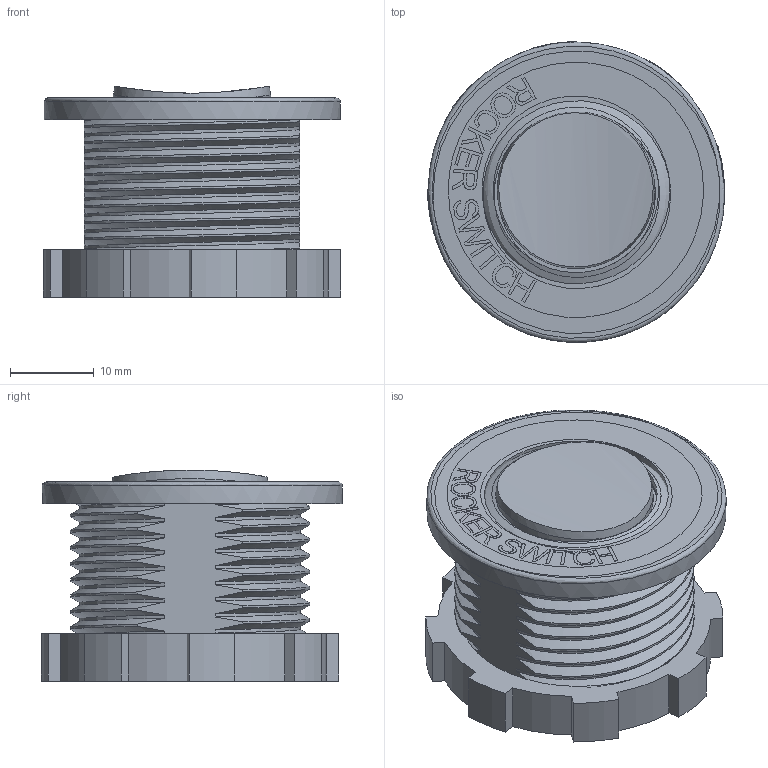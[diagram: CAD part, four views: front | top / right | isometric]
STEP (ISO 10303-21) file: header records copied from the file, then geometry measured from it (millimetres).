
FILE_DESCRIPTION(('FreeCAD Model'),'2;1');
FILE_NAME('Open CASCADE Shape Model','2025-05-04T19:46:44',('FreeCAD'),( 'FreeCAD'),'Open CASCADE STEP processor 7.6','FreeCAD','Unknown');
FILE_SCHEMA(('AUTOMOTIVE_DESIGN { 1 0 10303 214 1 1 1 1 }'));
Length unit declared in the file: millimetre
Products named in the file (1): Open CASCADE STEP translator 7.6 1
Bounding box: 35.52 x 36 x 25.31 mm (x, y, z)
Volume: 14518 mm3; surface area: 15067.9 mm2
Topology: 6 solids, 6 shells, 451 faces, 1233 edges, 813 vertices
Faces by surface type: bspline 451
Entity records: 18740 total; most frequent: CARTESIAN_POINT 11336, ORIENTED_EDGE 2466, EDGE_CURVE 1233, B_SPLINE_CURVE_WITH_KNOTS 1105, VERTEX_POINT 813, FACE_BOUND 484, EDGE_LOOP 484, ADVANCED_FACE 451
